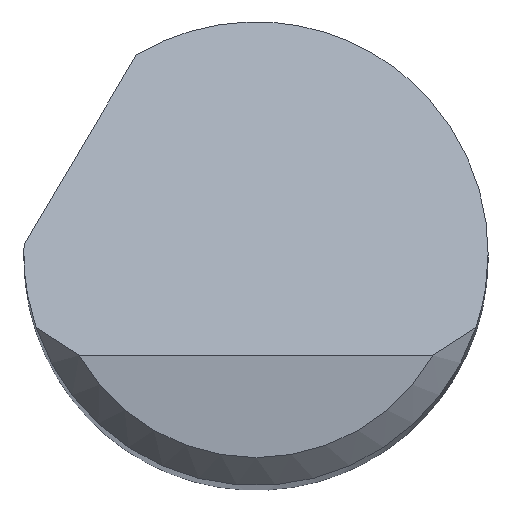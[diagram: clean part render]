
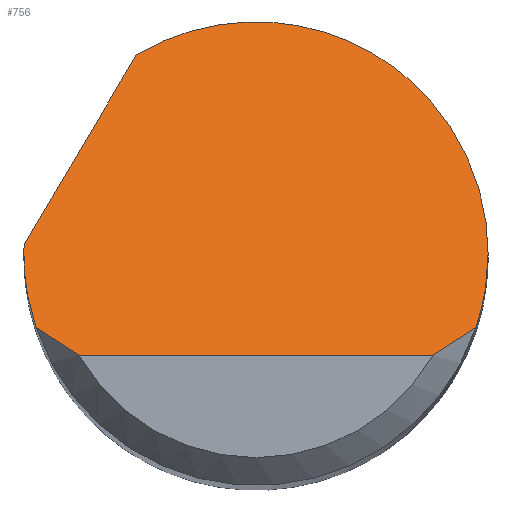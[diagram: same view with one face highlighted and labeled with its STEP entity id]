
A CAD part, top view. The second image highlights one B-rep face of the part: STEP entity #756.
In plain terms, the highlighted planar face has unit normal (0, 0.707, 0.707).
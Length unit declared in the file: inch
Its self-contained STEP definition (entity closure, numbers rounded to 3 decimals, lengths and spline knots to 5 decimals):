
#1 = CARTESIAN_POINT ( 'NONE',  ( -0.1249, 0.005, 2.44 ) ) ;
#38 = PLANE ( 'NONE',  #886 ) ;
#40 = EDGE_CURVE ( 'NONE', #595, #489, #627, .T. ) ;
#55 = CARTESIAN_POINT ( 'NONE',  ( -0.125, 0., 2.445 ) ) ;
#56 = CARTESIAN_POINT ( 'NONE',  ( -0.11843, -0.04, 2.485 ) ) ;
#77 = VECTOR ( 'NONE', #353, 39.37008 ) ;
#89 = CARTESIAN_POINT ( 'NONE',  ( 0., -0.055, 2.5 ) ) ;
#94 = CARTESIAN_POINT ( 'NONE',  ( 0.09526, -0.055, 2.5 ) ) ;
#98 = CARTESIAN_POINT ( 'NONE',  ( -0.10339, -0.05031, 2.49531 ) ) ;
#116 =( BOUNDED_CURVE ( )  B_SPLINE_CURVE ( 3, ( #167, #838, #492, #841 ),
 .UNSPECIFIED., .F., .T. ) 
 B_SPLINE_CURVE_WITH_KNOTS ( ( 4, 4 ),
 ( 1.5708, 1.89653 ),
 .UNSPECIFIED. ) 
 CURVE ( )  GEOMETRIC_REPRESENTATION_ITEM ( )  RATIONAL_B_SPLINE_CURVE ( ( 1., 0.991, 0.991, 1. ) ) 
 REPRESENTATION_ITEM ( '' )  );
#167 = CARTESIAN_POINT ( 'NONE',  ( 0.125, 0., 2.445 ) ) ;
#178 = CARTESIAN_POINT ( 'NONE',  ( -0.125, 0., 2.445 ) ) ;
#189 = EDGE_CURVE ( 'NONE', #334, #715, #663, .T. ) ;
#222 = CARTESIAN_POINT ( 'NONE',  ( 0.11843, -0.04, 2.485 ) ) ;
#224 = ORIENTED_EDGE ( 'NONE', *, *, #635, .T. ) ;
#258 = EDGE_CURVE ( 'NONE', #676, #595, #488, .T. ) ;
#259 = CARTESIAN_POINT ( 'NONE',  ( 0.125, 0., 2.445 ) ) ;
#282 = DIRECTION ( 'NONE',  ( 0.386, 0.652, -0.652 ) ) ;
#287 = CARTESIAN_POINT ( 'NONE',  ( -0.09526, -0.055, 2.5 ) ) ;
#305 = CARTESIAN_POINT ( 'NONE',  ( -0.125, 0., 2.445 ) ) ;
#310 = DIRECTION ( 'NONE',  ( 0., 0.707, -0.707 ) ) ;
#312 = CARTESIAN_POINT ( 'NONE',  ( 0.125, 0., 2.445 ) ) ;
#322 = CARTESIAN_POINT ( 'NONE',  ( -0.1249, 0.005, 2.44 ) ) ;
#334 = VERTEX_POINT ( 'NONE', #749 ) ;
#348 = LINE ( 'NONE', #89, #77 ) ;
#353 = DIRECTION ( 'NONE',  ( 1., 0., 0. ) ) ;
#357 = CARTESIAN_POINT ( 'NONE',  ( -0.06437, 0.10715, 2.33785 ) ) ;
#358 = CARTESIAN_POINT ( 'NONE',  ( -0.09526, -0.055, 2.5 ) ) ;
#360 = VERTEX_POINT ( 'NONE', #222 ) ;
#365 = CARTESIAN_POINT ( 'NONE',  ( -0.125, -0.055, 2.5 ) ) ;
#374 = ORIENTED_EDGE ( 'NONE', *, *, #415, .T. ) ;
#382 =( BOUNDED_CURVE ( )  B_SPLINE_CURVE ( 3, ( #55, #809, #792, #322 ),
 .UNSPECIFIED., .F., .T. ) 
 B_SPLINE_CURVE_WITH_KNOTS ( ( 4, 4 ),
 ( 4.71239, 4.7524 ),
 .UNSPECIFIED. ) 
 CURVE ( )  GEOMETRIC_REPRESENTATION_ITEM ( )  RATIONAL_B_SPLINE_CURVE ( ( 1., 1., 1., 1. ) ) 
 REPRESENTATION_ITEM ( '' )  );
#411 = CARTESIAN_POINT ( 'NONE',  ( -0.15516, -0.04606, 2.49106 ) ) ;
#415 = EDGE_CURVE ( 'NONE', #476, #464, #348, .T. ) ;
#423 = EDGE_CURVE ( 'NONE', #334, #476, #522, .T. ) ;
#430 = CARTESIAN_POINT ( 'NONE',  ( 0.0296, 0.1636, 2.2814 ) ) ;
#436 = FACE_OUTER_BOUND ( 'NONE', #480, .T. ) ;
#441 = CARTESIAN_POINT ( 'NONE',  ( -0.11843, -0.04, 2.485 ) ) ;
#463 = CARTESIAN_POINT ( 'NONE',  ( -0.12279, -0.02708, 2.47208 ) ) ;
#464 = VERTEX_POINT ( 'NONE', #94 ) ;
#475 = EDGE_CURVE ( 'NONE', #489, #360, #116, .T. ) ;
#476 = VERTEX_POINT ( 'NONE', #287 ) ;
#480 = EDGE_LOOP ( 'NONE', ( #374, #224, #498, #896, #684, #734, #761, #609 ) ) ;
#488 = LINE ( 'NONE', #411, #836 ) ;
#489 = VERTEX_POINT ( 'NONE', #259 ) ;
#492 = CARTESIAN_POINT ( 'NONE',  ( 0.12279, -0.02708, 2.47208 ) ) ;
#498 = ORIENTED_EDGE ( 'NONE', *, *, #475, .F. ) ;
#522 = B_SPLINE_CURVE_WITH_KNOTS ( 'NONE', 3,
 ( #441, #712, #98, #358 ),
 .UNSPECIFIED., .F., .F.,
 ( 4, 4 ),
 ( 0., 0.0008 ),
 .UNSPECIFIED. ) ;
#545 = EDGE_CURVE ( 'NONE', #715, #676, #382, .T. ) ;
#568 = CARTESIAN_POINT ( 'NONE',  ( 0.09526, -0.055, 2.5 ) ) ;
#595 = VERTEX_POINT ( 'NONE', #357 ) ;
#609 = ORIENTED_EDGE ( 'NONE', *, *, #423, .T. ) ;
#627 =( BOUNDED_CURVE ( )  B_SPLINE_CURVE ( 3, ( #714, #430, #708, #312 ),
 .UNSPECIFIED., .F., .F. ) 
 B_SPLINE_CURVE_WITH_KNOTS ( ( 4, 4 ),
 ( 5.74227, 7.85398 ),
 .UNSPECIFIED. ) 
 CURVE ( )  GEOMETRIC_REPRESENTATION_ITEM ( )  RATIONAL_B_SPLINE_CURVE ( ( 1., 0.662, 0.662, 1. ) ) 
 REPRESENTATION_ITEM ( '' )  );
#635 = EDGE_CURVE ( 'NONE', #464, #360, #667, .T. ) ;
#663 =( BOUNDED_CURVE ( )  B_SPLINE_CURVE ( 3, ( #56, #463, #728, #178 ),
 .UNSPECIFIED., .F., .T. ) 
 B_SPLINE_CURVE_WITH_KNOTS ( ( 4, 4 ),
 ( 4.38666, 4.71239 ),
 .UNSPECIFIED. ) 
 CURVE ( )  GEOMETRIC_REPRESENTATION_ITEM ( )  RATIONAL_B_SPLINE_CURVE ( ( 1., 0.991, 0.991, 1. ) ) 
 REPRESENTATION_ITEM ( '' )  );
#667 = B_SPLINE_CURVE_WITH_KNOTS ( 'NONE', 3,
 ( #568, #674, #844, #825 ),
 .UNSPECIFIED., .F., .F.,
 ( 4, 4 ),
 ( 0., 0.0008 ),
 .UNSPECIFIED. ) ;
#674 = CARTESIAN_POINT ( 'NONE',  ( 0.10339, -0.05031, 2.49531 ) ) ;
#676 = VERTEX_POINT ( 'NONE', #1 ) ;
#684 = ORIENTED_EDGE ( 'NONE', *, *, #258, .F. ) ;
#708 = CARTESIAN_POINT ( 'NONE',  ( 0.125, 0.10961, 2.33539 ) ) ;
#710 = DIRECTION ( 'NONE',  ( 0., -0.707, -0.707 ) ) ;
#712 = CARTESIAN_POINT ( 'NONE',  ( -0.11107, -0.04528, 2.49028 ) ) ;
#714 = CARTESIAN_POINT ( 'NONE',  ( -0.06437, 0.10715, 2.33785 ) ) ;
#715 = VERTEX_POINT ( 'NONE', #305 ) ;
#728 = CARTESIAN_POINT ( 'NONE',  ( -0.125, -0.01363, 2.45863 ) ) ;
#734 = ORIENTED_EDGE ( 'NONE', *, *, #545, .F. ) ;
#749 = CARTESIAN_POINT ( 'NONE',  ( -0.11843, -0.04, 2.485 ) ) ;
#756 = ADVANCED_FACE ( 'NONE', ( #436 ), #38, .F. ) ;
#761 = ORIENTED_EDGE ( 'NONE', *, *, #189, .F. ) ;
#792 = CARTESIAN_POINT ( 'NONE',  ( -0.12497, 0.00333, 2.44167 ) ) ;
#809 = CARTESIAN_POINT ( 'NONE',  ( -0.125, 0.00167, 2.44333 ) ) ;
#825 = CARTESIAN_POINT ( 'NONE',  ( 0.11843, -0.04, 2.485 ) ) ;
#836 = VECTOR ( 'NONE', #282, 39.37008 ) ;
#838 = CARTESIAN_POINT ( 'NONE',  ( 0.125, -0.01363, 2.45863 ) ) ;
#841 = CARTESIAN_POINT ( 'NONE',  ( 0.11843, -0.04, 2.485 ) ) ;
#844 = CARTESIAN_POINT ( 'NONE',  ( 0.11107, -0.04528, 2.49028 ) ) ;
#886 = AXIS2_PLACEMENT_3D ( 'NONE', #365, #710, #310 ) ;
#896 = ORIENTED_EDGE ( 'NONE', *, *, #40, .F. ) ;
